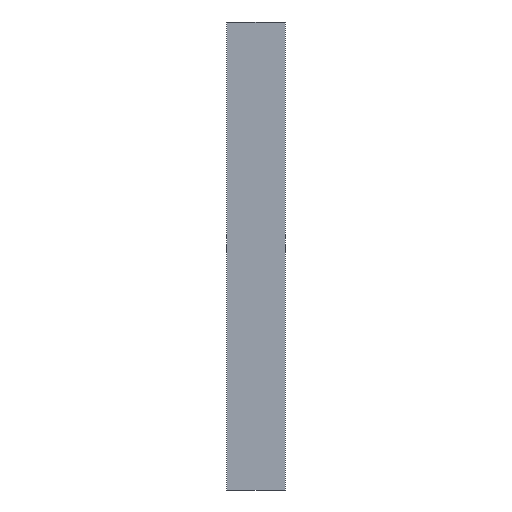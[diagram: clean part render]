
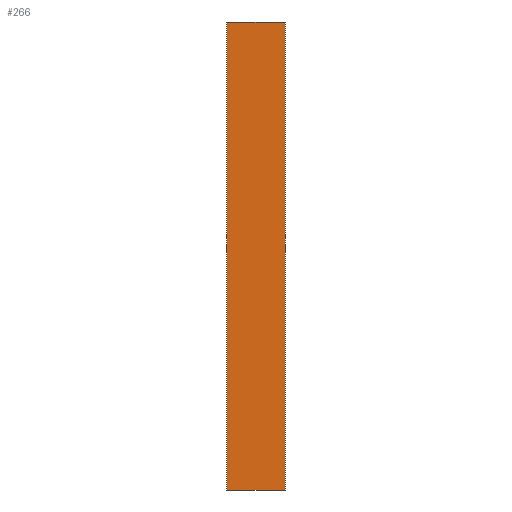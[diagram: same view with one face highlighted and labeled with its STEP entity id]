
A CAD part, front view. The second image highlights one B-rep face of the part: STEP entity #266.
In plain terms, the highlighted planar face has unit normal (0, -1, 0).
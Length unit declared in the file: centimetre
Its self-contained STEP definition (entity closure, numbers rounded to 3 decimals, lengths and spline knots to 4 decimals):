
#108=VERTEX_POINT('',#329);
#109=VERTEX_POINT('',#331);
#110=VERTEX_POINT('',#335);
#111=VERTEX_POINT('',#337);
#125=VECTOR('',#291,1.);
#127=VECTOR('',#294,1.);
#128=VECTOR('',#295,1.);
#129=VECTOR('',#296,1.);
#149=LINE('',#330,#125);
#151=LINE('',#334,#127);
#152=LINE('',#336,#128);
#153=LINE('',#338,#129);
#173=EDGE_CURVE('',#109,#108,#149,.T.);
#175=EDGE_CURVE('',#108,#110,#151,.T.);
#176=EDGE_CURVE('',#111,#110,#152,.T.);
#177=EDGE_CURVE('',#109,#111,#153,.T.);
#200=ORIENTED_EDGE('',*,*,#175,.T.);
#201=ORIENTED_EDGE('',*,*,#176,.F.);
#202=ORIENTED_EDGE('',*,*,#177,.F.);
#203=ORIENTED_EDGE('',*,*,#173,.T.);
#242=EDGE_LOOP('',(#200,#201,#202,#203));
#254=FACE_BOUND('',#242,.T.);
#266=ADVANCED_FACE('',(#254),#370,.T.);
#276=AXIS2_PLACEMENT_3D('',#333,#293,$);
#291=DIRECTION('',(0.,0.,1.));
#293=DIRECTION('',(0.,-1.,0.));
#294=DIRECTION('',(-1.,0.,0.));
#295=DIRECTION('',(0.,0.,1.));
#296=DIRECTION('',(-1.,0.,0.));
#329=CARTESIAN_POINT('',(15.24,0.,121.92));
#330=CARTESIAN_POINT('',(15.24,0.,0.));
#331=CARTESIAN_POINT('',(15.24,0.,0.));
#333=CARTESIAN_POINT('',(7.62,0.,0.));
#334=CARTESIAN_POINT('',(15.24,0.,121.92));
#335=CARTESIAN_POINT('',(0.,0.,121.92));
#336=CARTESIAN_POINT('',(0.,0.,0.));
#337=CARTESIAN_POINT('',(0.,0.,0.));
#338=CARTESIAN_POINT('',(15.24,0.,0.));
#370=PLANE('',#276);
